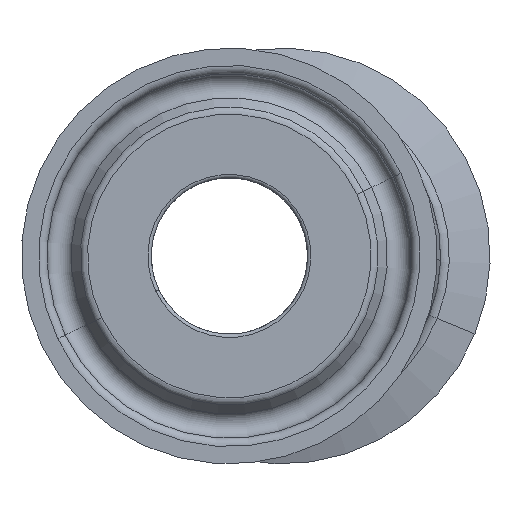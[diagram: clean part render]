
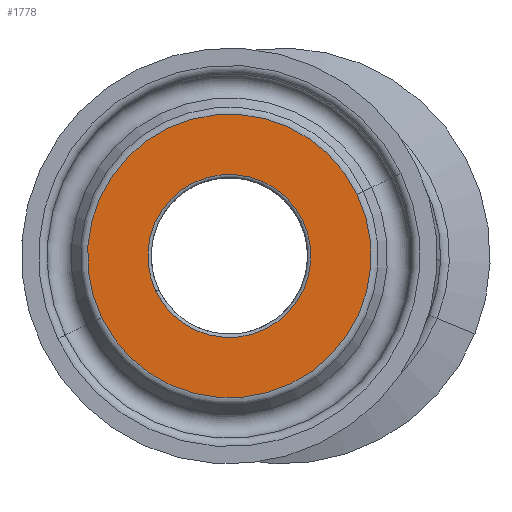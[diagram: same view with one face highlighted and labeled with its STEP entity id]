
A CAD part, front view. The second image highlights one B-rep face of the part: STEP entity #1778.
In plain terms, the highlighted face is planar.
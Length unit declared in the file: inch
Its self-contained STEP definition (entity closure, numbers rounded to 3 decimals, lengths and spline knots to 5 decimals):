
#1 = CARTESIAN_POINT ( 'NONE',  ( 0.19309, 0., -0.45769 ) ) ;
#35 = ORIENTED_EDGE ( 'NONE', *, *, #1033, .T. ) ;
#62 = FACE_OUTER_BOUND ( 'NONE', #475, .T. ) ;
#233 = EDGE_CURVE ( 'NONE', #2090, #1526, #1373, .T. ) ;
#242 = DIRECTION ( 'NONE',  ( 1., 0., 0. ) ) ;
#280 = DIRECTION ( 'NONE',  ( 1., 0., 0. ) ) ;
#291 = AXIS2_PLACEMENT_3D ( 'NONE', #1597, #1432, #1260 ) ;
#304 = EDGE_CURVE ( 'NONE', #1348, #1802, #1818, .T. ) ;
#369 = DIRECTION ( 'NONE',  ( 0., 0., 1. ) ) ;
#416 = FACE_BOUND ( 'NONE', #2036, .T. ) ;
#475 = EDGE_LOOP ( 'NONE', ( #1139, #956 ) ) ;
#504 = CARTESIAN_POINT ( 'NONE',  ( 0.33577, 0., -0.45769 ) ) ;
#586 = CARTESIAN_POINT ( 'NONE',  ( -0.19274, 0., -0.45769 ) ) ;
#610 = PLANE ( 'NONE',  #2125 ) ;
#626 = CARTESIAN_POINT ( 'NONE',  ( -0.19274, 0., -0.45769 ) ) ;
#775 = CARTESIAN_POINT ( 'NONE',  ( 0.00017, 0., -0.45769 ) ) ;
#895 = CIRCLE ( 'NONE', #1849, 0.3356 ) ;
#899 = AXIS2_PLACEMENT_3D ( 'NONE', #1499, #369, #1969 ) ;
#940 = DIRECTION ( 'NONE',  ( 0., 0., 1. ) ) ;
#956 = ORIENTED_EDGE ( 'NONE', *, *, #1620, .F. ) ;
#1033 = EDGE_CURVE ( 'NONE', #1526, #2090, #1330, .T. ) ;
#1139 = ORIENTED_EDGE ( 'NONE', *, *, #304, .F. ) ;
#1241 = ORIENTED_EDGE ( 'NONE', *, *, #233, .T. ) ;
#1260 = DIRECTION ( 'NONE',  ( 1., 0., 0. ) ) ;
#1312 = CARTESIAN_POINT ( 'NONE',  ( -0.33542, 0., -0.45769 ) ) ;
#1330 = CIRCLE ( 'NONE', #1439, 0.19291 ) ;
#1348 = VERTEX_POINT ( 'NONE', #504 ) ;
#1373 = CIRCLE ( 'NONE', #899, 0.19291 ) ;
#1432 = DIRECTION ( 'NONE',  ( 0., 0., 1. ) ) ;
#1439 = AXIS2_PLACEMENT_3D ( 'NONE', #775, #1958, #280 ) ;
#1499 = CARTESIAN_POINT ( 'NONE',  ( 0.00017, 0., -0.45769 ) ) ;
#1526 = VERTEX_POINT ( 'NONE', #1 ) ;
#1597 = CARTESIAN_POINT ( 'NONE',  ( 0.00017, 0., -0.45769 ) ) ;
#1620 = EDGE_CURVE ( 'NONE', #1802, #1348, #895, .T. ) ;
#1776 = CARTESIAN_POINT ( 'NONE',  ( 0.00017, 0., -0.45769 ) ) ;
#1778 = ADVANCED_FACE ( 'NONE', ( #62, #416 ), #610, .F. ) ;
#1802 = VERTEX_POINT ( 'NONE', #1312 ) ;
#1817 = DIRECTION ( 'NONE',  ( 0., 0., 1. ) ) ;
#1818 = CIRCLE ( 'NONE', #291, 0.3356 ) ;
#1849 = AXIS2_PLACEMENT_3D ( 'NONE', #1776, #940, #242 ) ;
#1958 = DIRECTION ( 'NONE',  ( 0., 0., 1. ) ) ;
#1969 = DIRECTION ( 'NONE',  ( 1., 0., 0. ) ) ;
#2036 = EDGE_LOOP ( 'NONE', ( #35, #1241 ) ) ;
#2090 = VERTEX_POINT ( 'NONE', #586 ) ;
#2125 = AXIS2_PLACEMENT_3D ( 'NONE', #626, #1817, #2129 ) ;
#2129 = DIRECTION ( 'NONE',  ( 1., 0., 0. ) ) ;
